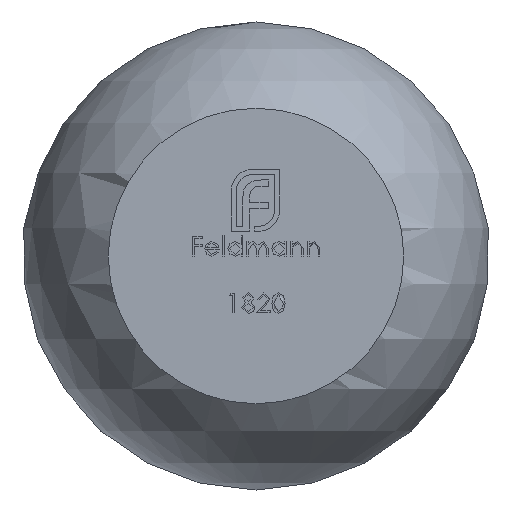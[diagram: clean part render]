
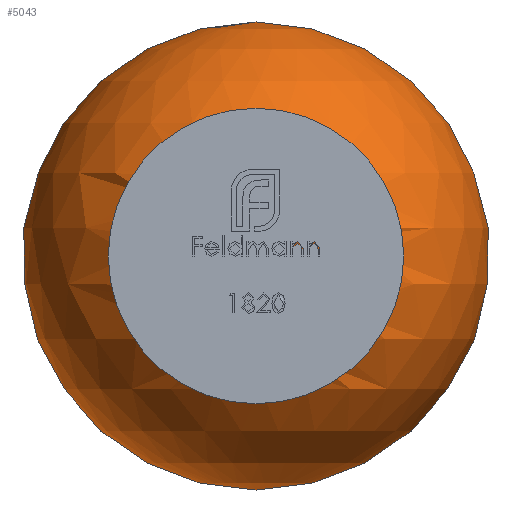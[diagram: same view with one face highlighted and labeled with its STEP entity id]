
A CAD part, front view. The second image highlights one B-rep face of the part: STEP entity #5043.
In plain terms, the highlighted spherical face has radius 9.5 mm.
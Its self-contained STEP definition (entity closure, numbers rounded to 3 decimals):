
#839 = DIRECTION ( 'NONE',  ( 0., 0., 1. ) ) ;
#1411 = CARTESIAN_POINT ( 'NONE',  ( 0., 502.422, 0. ) ) ;
#2302 = CARTESIAN_POINT ( 'NONE',  ( 0., 502.422, -5. ) ) ;
#3068 = DIRECTION ( 'NONE',  ( 0., -1., 0. ) ) ;
#3162 = ORIENTED_EDGE ( 'NONE', *, *, #5739, .F. ) ;
#5043 = ADVANCED_FACE ( 'NONE', ( #5253 ), #5920, .T. ) ;
#5253 = FACE_OUTER_BOUND ( 'NONE', #8807, .T. ) ;
#5739 = EDGE_CURVE ( 'NONE', #9983, #9983, #8932, .T. ) ;
#5920 = SPHERICAL_SURFACE ( 'NONE', #11109, 9.5 ) ;
#8543 = CARTESIAN_POINT ( 'NONE',  ( 0., 510.5, 0. ) ) ;
#8807 = EDGE_LOOP ( 'NONE', ( #3162 ) ) ;
#8932 = CIRCLE ( 'NONE', #9139, 5. ) ;
#9116 = DIRECTION ( 'NONE',  ( 0., 0., -1. ) ) ;
#9139 = AXIS2_PLACEMENT_3D ( 'NONE', #1411, #3068, #9116 ) ;
#9408 = DIRECTION ( 'NONE',  ( 1., 0., 0. ) ) ;
#9983 = VERTEX_POINT ( 'NONE', #2302 ) ;
#11109 = AXIS2_PLACEMENT_3D ( 'NONE', #8543, #839, #9408 ) ;
